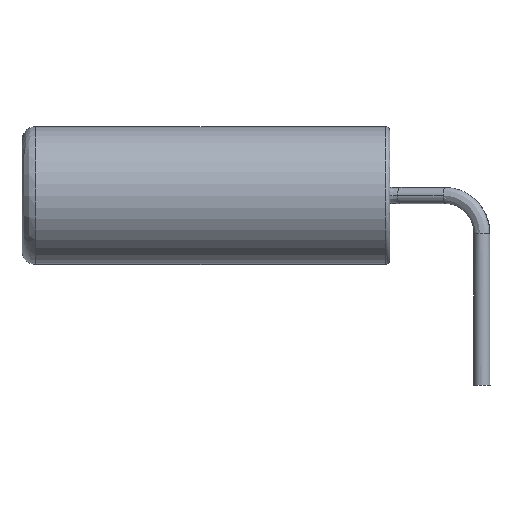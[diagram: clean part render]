
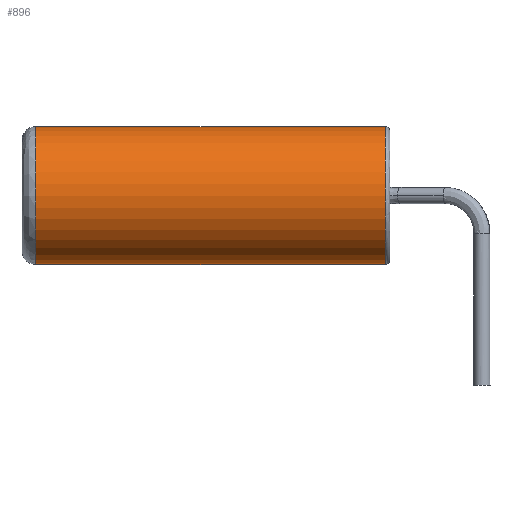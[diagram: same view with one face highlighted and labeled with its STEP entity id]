
A CAD part, front view. The second image highlights one B-rep face of the part: STEP entity #896.
In plain terms, the highlighted cylindrical face has radius 1.5 mm (diameter 3 mm), a partial arc.
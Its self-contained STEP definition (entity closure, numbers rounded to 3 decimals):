
#28 = ORIENTED_EDGE ( 'NONE', *, *, #1669, .T. ) ;
#99 = CARTESIAN_POINT ( 'NONE',  ( 9.7, 0., 1.53 ) ) ;
#101 = CARTESIAN_POINT ( 'NONE',  ( 10., 0., 0.03 ) ) ;
#107 = FACE_OUTER_BOUND ( 'NONE', #137, .T. ) ;
#131 = VERTEX_POINT ( 'NONE', #1761 ) ;
#137 = EDGE_LOOP ( 'NONE', ( #195, #28, #400, #523 ) ) ;
#195 = ORIENTED_EDGE ( 'NONE', *, *, #1668, .T. ) ;
#242 = CARTESIAN_POINT ( 'NONE',  ( 9.7, 0., 3.03 ) ) ;
#314 = VERTEX_POINT ( 'NONE', #1096 ) ;
#378 = VERTEX_POINT ( 'NONE', #1128 ) ;
#400 = ORIENTED_EDGE ( 'NONE', *, *, #1671, .T. ) ;
#523 = ORIENTED_EDGE ( 'NONE', *, *, #1672, .F. ) ;
#658 = CYLINDRICAL_SURFACE ( 'NONE', #1452, 1.5 ) ;
#710 = DIRECTION ( 'NONE',  ( 0., 0., 1. ) ) ;
#720 = DIRECTION ( 'NONE',  ( -1., 0., 0. ) ) ;
#896 = ADVANCED_FACE ( 'NONE', ( #107 ), #658, .T. ) ;
#902 = CIRCLE ( 'NONE', #1045, 1.5 ) ;
#917 = VECTOR ( 'NONE', #1054, 1000. ) ;
#1045 = AXIS2_PLACEMENT_3D ( 'NONE', #1737, #1733, #1248 ) ;
#1046 = VECTOR ( 'NONE', #1662, 1000. ) ;
#1050 = AXIS2_PLACEMENT_3D ( 'NONE', #99, #1547, #1569 ) ;
#1054 = DIRECTION ( 'NONE',  ( -1., 0., 0. ) ) ;
#1096 = CARTESIAN_POINT ( 'NONE',  ( 9.7, 0., 0.03 ) ) ;
#1128 = CARTESIAN_POINT ( 'NONE',  ( 2.1, 0., 3.03 ) ) ;
#1241 = LINE ( 'NONE', #101, #917 ) ;
#1248 = DIRECTION ( 'NONE',  ( 0., 0., 1. ) ) ;
#1396 = CIRCLE ( 'NONE', #1050, 1.5 ) ;
#1452 = AXIS2_PLACEMENT_3D ( 'NONE', #1752, #720, #710 ) ;
#1538 = CARTESIAN_POINT ( 'NONE',  ( 10., 0., 3.03 ) ) ;
#1547 = DIRECTION ( 'NONE',  ( -1., 0., 0. ) ) ;
#1569 = DIRECTION ( 'NONE',  ( 0., 0., 1. ) ) ;
#1608 = LINE ( 'NONE', #1538, #1046 ) ;
#1662 = DIRECTION ( 'NONE',  ( -1., 0., 0. ) ) ;
#1668 = EDGE_CURVE ( 'NONE', #1684, #314, #1396, .T. ) ;
#1669 = EDGE_CURVE ( 'NONE', #314, #131, #1241, .T. ) ;
#1671 = EDGE_CURVE ( 'NONE', #131, #378, #902, .T. ) ;
#1672 = EDGE_CURVE ( 'NONE', #1684, #378, #1608, .T. ) ;
#1684 = VERTEX_POINT ( 'NONE', #242 ) ;
#1733 = DIRECTION ( 'NONE',  ( 1., 0., 0. ) ) ;
#1737 = CARTESIAN_POINT ( 'NONE',  ( 2.1, 0., 1.53 ) ) ;
#1752 = CARTESIAN_POINT ( 'NONE',  ( 10., 0., 1.53 ) ) ;
#1761 = CARTESIAN_POINT ( 'NONE',  ( 2.1, 0., 0.03 ) ) ;
